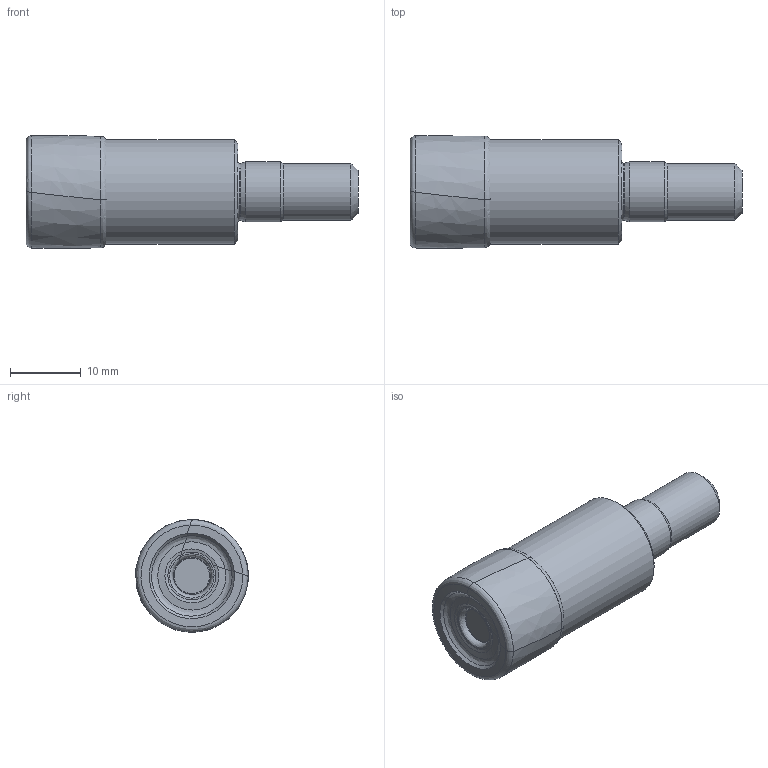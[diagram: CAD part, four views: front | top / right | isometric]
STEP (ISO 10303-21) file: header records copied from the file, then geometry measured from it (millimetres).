
FILE_DESCRIPTION(/* description */ (''),/* implementation_level */ '2;1');
FILE_NAME(/* name */ 'AEM90-AO1236-D16-M08-L30-Z02.stp',/* time_stamp */ '2023-10-18T19:46:53+03:00',/* author */ (''),/* organization */ (''),/* preprocessor_version */ 'ST-DEVELOPER v19.4',/* originating_system */ 'SIEMENS PLM Software NX2306.5001',/* authorisation */ '');
FILE_SCHEMA (('AUTOMOTIVE_DESIGN { 1 0 10303 214 3 1 1 1 }'));
Length unit declared in the file: millimetre
Products named in the file (1): AEM90-AO1236-D16-M08-L30-Z02-LIGHT_x_t_objects
Bounding box: 46.97 x 15.92 x 15.97 mm (x, y, z)
Volume: 7758.4 mm3; surface area: 3118.8 mm2
Topology: 2 solids, 2 shells, 56 faces, 108 edges, 55 vertices
Faces by surface type: bspline 40, cone 7, cylinder 4, plane 3, torus 2
Full cylindrical faces by diameter (mm): 8 x1, 8.1 x1, 8.5 x1, 14.8 x1
Entity records: 1944 total; most frequent: CARTESIAN_POINT 951, DIRECTION 192, ORIENTED_EDGE 190, EDGE_CURVE 95, AXIS2_PLACEMENT_3D 84, EDGE_LOOP 70, ADVANCED_FACE 56, CIRCLE 55
